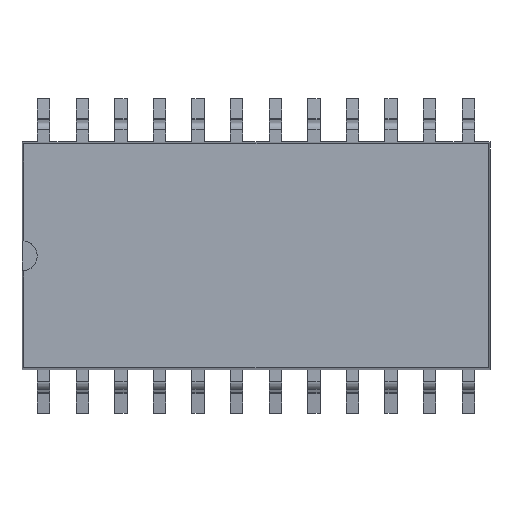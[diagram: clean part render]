
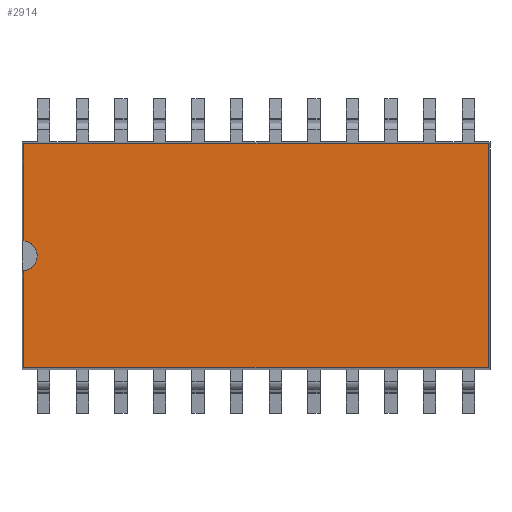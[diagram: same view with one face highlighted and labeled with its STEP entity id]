
A CAD part, top view. The second image highlights one B-rep face of the part: STEP entity #2914.
In plain terms, the highlighted planar face has unit normal (0, 0, 1).
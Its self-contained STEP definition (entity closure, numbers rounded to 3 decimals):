
#23 = LINE ( 'NONE', #435, #4117 ) ;
#24 = CARTESIAN_POINT ( 'NONE',  ( 0., 0.063, 1.2 ) ) ;
#210 = ORIENTED_EDGE ( 'NONE', *, *, #7297, .T. ) ;
#235 = EDGE_CURVE ( 'NONE', #9442, #10268, #23, .T. ) ;
#401 = CARTESIAN_POINT ( 'NONE',  ( 0.063, 7.437, 1.2 ) ) ;
#435 = CARTESIAN_POINT ( 'NONE',  ( 15.337, 0., 1.2 ) ) ;
#653 = DIRECTION ( 'NONE',  ( -1., 0., 0. ) ) ;
#815 = EDGE_CURVE ( 'NONE', #8288, #10235, #10542, .T. ) ;
#836 = DIRECTION ( 'NONE',  ( 1., 0., 0. ) ) ;
#905 = DIRECTION ( 'NONE',  ( 0., -1., 0. ) ) ;
#1638 = ORIENTED_EDGE ( 'NONE', *, *, #235, .T. ) ;
#1706 = CARTESIAN_POINT ( 'NONE',  ( 0.063, 0., 1.2 ) ) ;
#1792 = EDGE_CURVE ( 'NONE', #4797, #10235, #9886, .T. ) ;
#2697 = PLANE ( 'NONE',  #8877 ) ;
#2914 = ADVANCED_FACE ( 'NONE', ( #9238 ), #2697, .F. ) ;
#3080 = ORIENTED_EDGE ( 'NONE', *, *, #8133, .T. ) ;
#3294 = CARTESIAN_POINT ( 'NONE',  ( 15.337, 7.437, 1.2 ) ) ;
#3932 = ORIENTED_EDGE ( 'NONE', *, *, #1792, .F. ) ;
#4077 = LINE ( 'NONE', #24, #8162 ) ;
#4113 = CARTESIAN_POINT ( 'NONE',  ( 0.063, 4.246, 1.2 ) ) ;
#4117 = VECTOR ( 'NONE', #6966, 1000. ) ;
#4174 = LINE ( 'NONE', #6622, #10440 ) ;
#4225 = AXIS2_PLACEMENT_3D ( 'NONE', #10445, #5561, #653 ) ;
#4408 = DIRECTION ( 'NONE',  ( 0., 0., -1. ) ) ;
#4559 = ORIENTED_EDGE ( 'NONE', *, *, #9157, .T. ) ;
#4797 = VERTEX_POINT ( 'NONE', #5112 ) ;
#5078 = CARTESIAN_POINT ( 'NONE',  ( 0., 7.437, 1.2 ) ) ;
#5112 = CARTESIAN_POINT ( 'NONE',  ( 0.063, 3.254, 1.2 ) ) ;
#5257 = CARTESIAN_POINT ( 'NONE',  ( 0.063, 0.063, 1.2 ) ) ;
#5432 = CARTESIAN_POINT ( 'NONE',  ( 15.337, 0.063, 1.2 ) ) ;
#5498 = ORIENTED_EDGE ( 'NONE', *, *, #815, .T. ) ;
#5561 = DIRECTION ( 'NONE',  ( 0., 0., 1. ) ) ;
#6259 = VECTOR ( 'NONE', #9978, 1000. ) ;
#6455 = VECTOR ( 'NONE', #7413, 1000. ) ;
#6622 = CARTESIAN_POINT ( 'NONE',  ( 0.063, 0., 1.2 ) ) ;
#6966 = DIRECTION ( 'NONE',  ( 0., 1., 0. ) ) ;
#7297 = EDGE_CURVE ( 'NONE', #7482, #9442, #4077, .T. ) ;
#7413 = DIRECTION ( 'NONE',  ( 0., -1., 0. ) ) ;
#7482 = VERTEX_POINT ( 'NONE', #5257 ) ;
#8133 = EDGE_CURVE ( 'NONE', #10268, #8288, #10585, .T. ) ;
#8162 = VECTOR ( 'NONE', #836, 1000. ) ;
#8288 = VERTEX_POINT ( 'NONE', #401 ) ;
#8877 = AXIS2_PLACEMENT_3D ( 'NONE', #9316, #4408, #10128 ) ;
#9157 = EDGE_CURVE ( 'NONE', #4797, #7482, #4174, .T. ) ;
#9238 = FACE_OUTER_BOUND ( 'NONE', #10096, .T. ) ;
#9316 = CARTESIAN_POINT ( 'NONE',  ( 0., 0., 1.2 ) ) ;
#9442 = VERTEX_POINT ( 'NONE', #5432 ) ;
#9886 = CIRCLE ( 'NONE', #4225, 0.5 ) ;
#9978 = DIRECTION ( 'NONE',  ( -1., 0., 0. ) ) ;
#10096 = EDGE_LOOP ( 'NONE', ( #3932, #4559, #210, #1638, #3080, #5498 ) ) ;
#10128 = DIRECTION ( 'NONE',  ( -1., 0., 0. ) ) ;
#10235 = VERTEX_POINT ( 'NONE', #4113 ) ;
#10268 = VERTEX_POINT ( 'NONE', #3294 ) ;
#10440 = VECTOR ( 'NONE', #905, 1000. ) ;
#10445 = CARTESIAN_POINT ( 'NONE',  ( 0., 3.75, 1.2 ) ) ;
#10542 = LINE ( 'NONE', #1706, #6455 ) ;
#10585 = LINE ( 'NONE', #5078, #6259 ) ;
